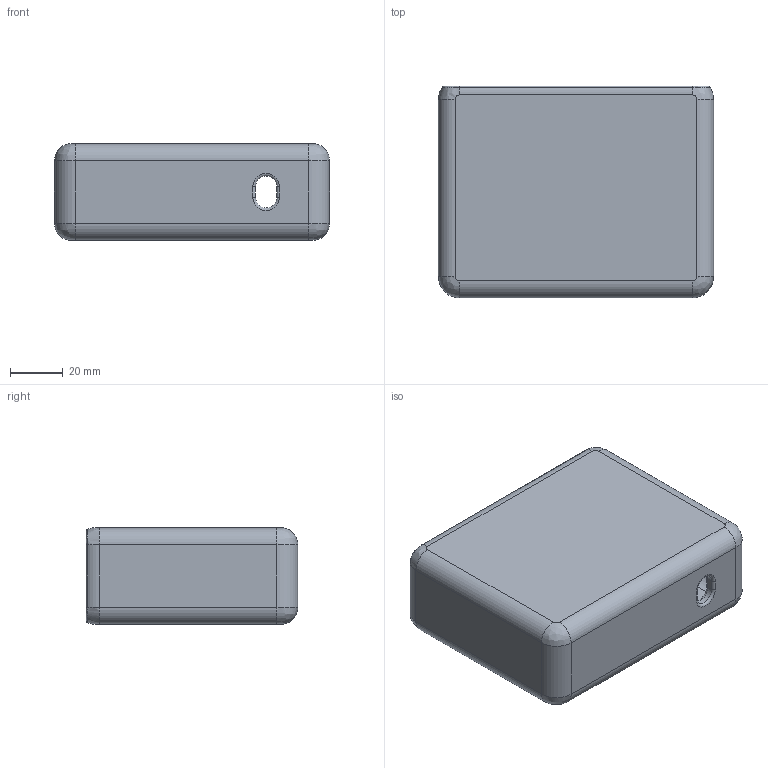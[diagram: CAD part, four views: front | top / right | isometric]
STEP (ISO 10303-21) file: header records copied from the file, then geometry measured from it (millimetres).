
FILE_DESCRIPTION(/* description */ (''),/* implementation_level */ '2;1');
FILE_NAME(/* name */ 'macbook charger pt v3.step',/* time_stamp */ '2023-12-21T02:31:38-08:00',/* author */ (''),/* organization */ (''),/* preprocessor_version */ 'ST-DEVELOPER v20',/* originating_system */ 'Autodesk Translation Framework v12.14.0.127',/* authorisation */ '');
FILE_SCHEMA (('AUTOMOTIVE_DESIGN { 1 0 10303 214 3 1 1 }'));
Length unit declared in the file: millimetre
Products named in the file (1): #Quick Miscs
Bounding box: 104 x 80 x 36.5 mm (x, y, z)
Volume: 98303.9 mm3; surface area: 49070.8 mm2
Topology: 1 solids, 1 shells, 209 faces, 548 edges, 350 vertices
Faces by surface type: bspline 96, plane 70, cylinder 39, torus 4
Entity records: 7489 total; most frequent: CARTESIAN_POINT 2851, ORIENTED_EDGE 1096, DIRECTION 710, EDGE_CURVE 548, VERTEX_POINT 350, LINE 290, VECTOR 290, EDGE_LOOP 220
